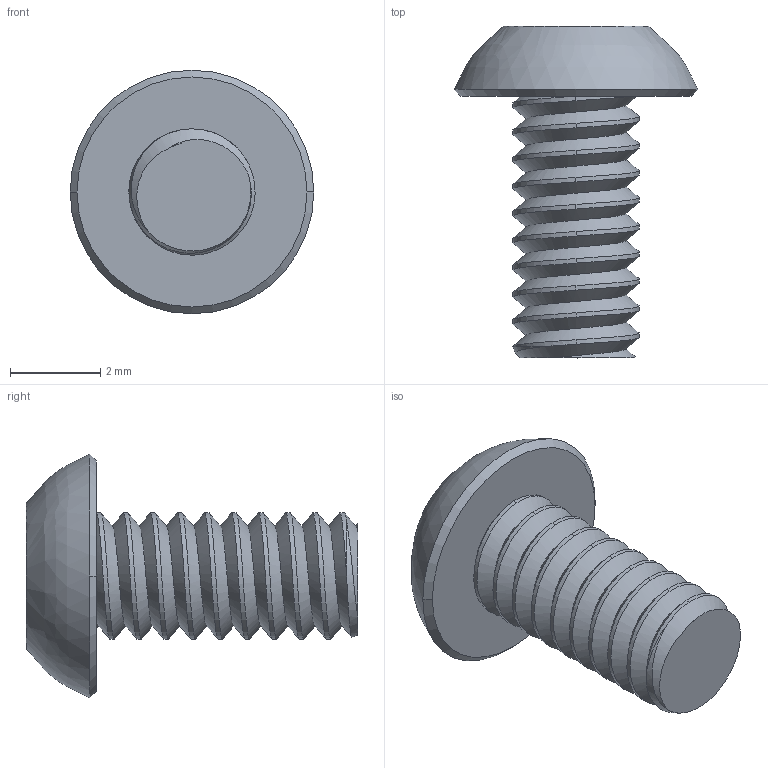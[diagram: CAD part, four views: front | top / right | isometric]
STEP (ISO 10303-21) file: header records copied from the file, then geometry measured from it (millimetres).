
FILE_DESCRIPTION (( 'STEP AP214' ), '1' );
FILE_NAME ('Bolt M3x6.STEP', '2021-06-04T11:07:14', ( '' ), ( '' ), 'SwSTEP 2.0', 'SolidWorks 2016', '' );
FILE_SCHEMA (( 'AUTOMOTIVE_DESIGN' ));
Length unit declared in the file: millimetre
Products named in the file (2): Bolt M3x6
Bounding box: 5.4 x 7.36 x 5.4 mm (x, y, z)
Volume: 52 mm3; surface area: 133.1 mm2
Topology: 1 solids, 1 shells, 36 faces, 94 edges, 63 vertices
Faces by surface type: cylinder 20, plane 10, cone 3, bspline 3
Entity records: 2131 total; most frequent: CARTESIAN_POINT 1332, ORIENTED_EDGE 188, DIRECTION 123, EDGE_CURVE 94, VERTEX_POINT 63, AXIS2_PLACEMENT_3D 42, EDGE_LOOP 39, VECTOR 39
